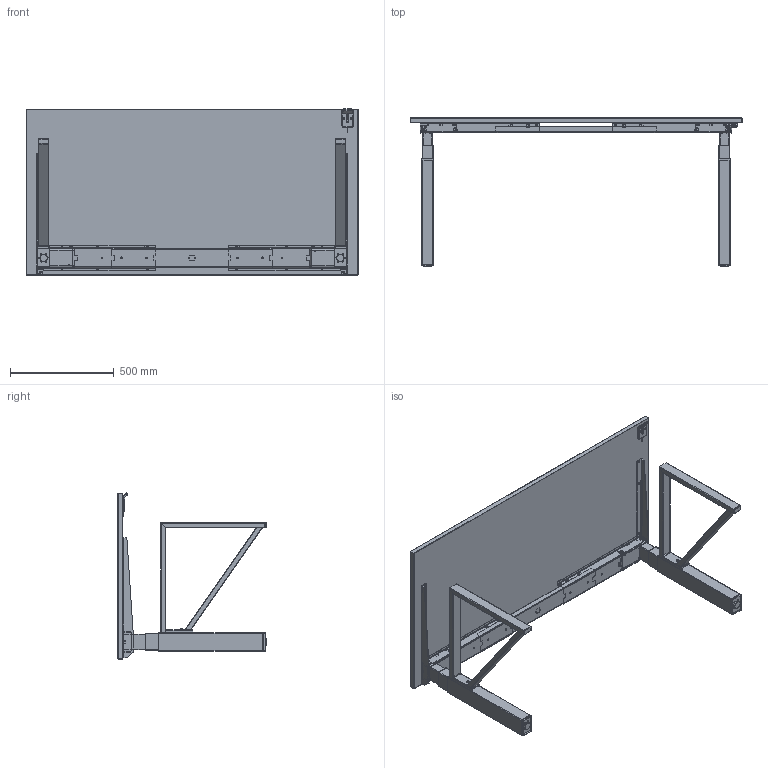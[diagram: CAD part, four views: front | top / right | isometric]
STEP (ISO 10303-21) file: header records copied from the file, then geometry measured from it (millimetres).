
FILE_DESCRIPTION (( 'STEP AP203' ), '1' );
FILE_NAME ('TRIANGLE INDUSTRY - HIGH END by Swedstyle_56600112G-1.STEP', '2021-03-10T12:33:05', ( '' ), ( '' ), 'SwSTEP 2.0', 'SolidWorks 2019', '' );
FILE_SCHEMA (( 'CONFIG_CONTROL_DESIGN' ));
Length unit declared in the file: millimetre
Products named in the file (3): Skiva inkl. bordskontroll - Triangle Industry - HIGH END; TRIANGLE INDUSTRY, +100mm, exkl. skiva - HIGH END; TRIANGLE INDUSTRY  - HIGH END by Swedstyle_56600112G-1
Assembly tree (2 placements, depth 2):
  TRIANGLE INDUSTRY  - HIGH END by Swedstyle_56600112G-1
    TRIANGLE INDUSTRY, +100mm, exkl. skiva - HIGH END
    Skiva inkl. bordskontroll - Triangle Industry - HIGH END
Bounding box: 1600 x 713.6 x 800.18 mm (x, y, z)
Surface area: 4562705.5 mm2 (no closed solid volume)
Topology: 0 solids, 183 shells, 1544 faces, 6621 edges, 5070 vertices
Faces by surface type: plane 682, cylinder 587, torus 95, cone 78, bspline 56, sphere 46
Entity records: 69692 total; most frequent: CARTESIAN_POINT 17319, DIRECTION 11041, ORIENTED_EDGE 9159, EDGE_CURVE 6601, VERTEX_POINT 5070, LINE 3753, VECTOR 3753, AXIS2_PLACEMENT_3D 3644
